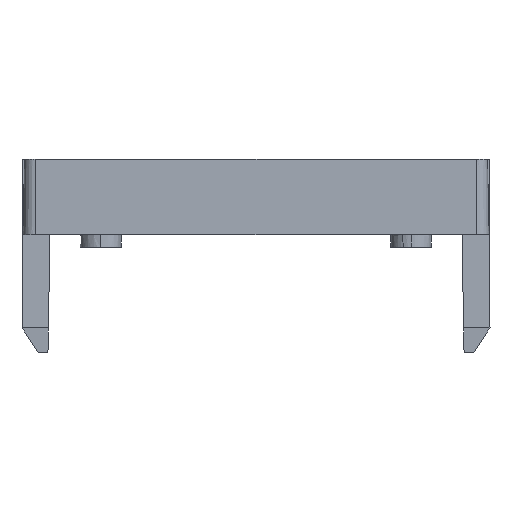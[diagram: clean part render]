
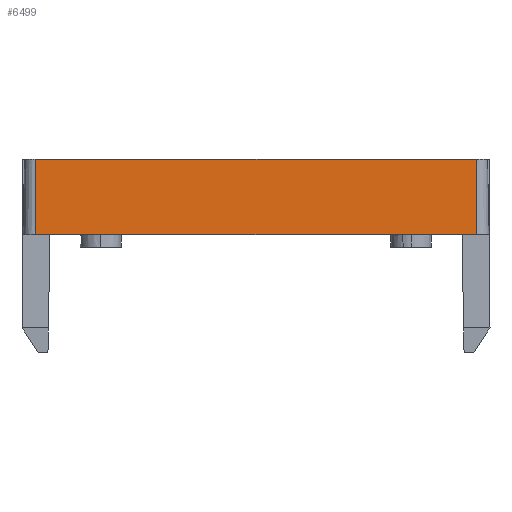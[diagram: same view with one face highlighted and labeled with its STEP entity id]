
A CAD part, front view. The second image highlights one B-rep face of the part: STEP entity #6499.
In plain terms, the highlighted planar face has unit normal (0, -1, 0.018).
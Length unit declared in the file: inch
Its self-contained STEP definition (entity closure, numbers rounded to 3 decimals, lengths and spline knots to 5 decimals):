
#213 = EDGE_CURVE ( 'NONE', #4072, #632, #5903, .T. ) ;
#540 = PLANE ( 'NONE',  #2019 ) ;
#632 = VERTEX_POINT ( 'NONE', #6048 ) ;
#714 = CARTESIAN_POINT ( 'NONE',  ( -0.6987, -0.59874, 0.27619 ) ) ;
#1304 = CARTESIAN_POINT ( 'NONE',  ( 0.69894, -0.59874, 0.27619 ) ) ;
#1440 = VECTOR ( 'NONE', #8205, 39.37008 ) ;
#1468 = CARTESIAN_POINT ( 'NONE',  ( 0.69894, -0.59874, 0.27619 ) ) ;
#1624 = EDGE_LOOP ( 'NONE', ( #2983, #8643, #9120, #3699 ) ) ;
#1694 = VERTEX_POINT ( 'NONE', #4153 ) ;
#1747 = CARTESIAN_POINT ( 'NONE',  ( 0.00012, -0.59456, 0.51541 ) ) ;
#2019 = AXIS2_PLACEMENT_3D ( 'NONE', #2952, #6011, #4451 ) ;
#2760 = FACE_OUTER_BOUND ( 'NONE', #1624, .T. ) ;
#2952 = CARTESIAN_POINT ( 'NONE',  ( 0.69894, -0.59874, 0.27619 ) ) ;
#2983 = ORIENTED_EDGE ( 'NONE', *, *, #9075, .T. ) ;
#3357 = DIRECTION ( 'NONE',  ( -1., 0., 0. ) ) ;
#3681 = LINE ( 'NONE', #714, #5207 ) ;
#3699 = ORIENTED_EDGE ( 'NONE', *, *, #9485, .T. ) ;
#3753 = CARTESIAN_POINT ( 'NONE',  ( 0.69894, -0.59874, 0.27619 ) ) ;
#4072 = VERTEX_POINT ( 'NONE', #3753 ) ;
#4153 = CARTESIAN_POINT ( 'NONE',  ( -0.6987, -0.59874, 0.27619 ) ) ;
#4451 = DIRECTION ( 'NONE',  ( 0., 0.017, 1. ) ) ;
#5207 = VECTOR ( 'NONE', #6834, 39.37008 ) ;
#5903 = LINE ( 'NONE', #1468, #1440 ) ;
#6011 = DIRECTION ( 'NONE',  ( 0., -1., 0.017 ) ) ;
#6048 = CARTESIAN_POINT ( 'NONE',  ( 0.69894, -0.59456, 0.51541 ) ) ;
#6398 = VERTEX_POINT ( 'NONE', #6581 ) ;
#6499 = ADVANCED_FACE ( 'NONE', ( #2760 ), #540, .T. ) ;
#6581 = CARTESIAN_POINT ( 'NONE',  ( -0.6987, -0.59456, 0.51541 ) ) ;
#6834 = DIRECTION ( 'NONE',  ( 0., -0.017, -1. ) ) ;
#7296 = VECTOR ( 'NONE', #3357, 39.37008 ) ;
#7537 = EDGE_CURVE ( 'NONE', #632, #6398, #9320, .T. ) ;
#8205 = DIRECTION ( 'NONE',  ( 0., 0.017, 1. ) ) ;
#8217 = DIRECTION ( 'NONE',  ( 1., 0., 0. ) ) ;
#8420 = VECTOR ( 'NONE', #8217, 39.37008 ) ;
#8643 = ORIENTED_EDGE ( 'NONE', *, *, #213, .T. ) ;
#9075 = EDGE_CURVE ( 'NONE', #1694, #4072, #9151, .T. ) ;
#9120 = ORIENTED_EDGE ( 'NONE', *, *, #7537, .T. ) ;
#9151 = LINE ( 'NONE', #1304, #8420 ) ;
#9320 = LINE ( 'NONE', #1747, #7296 ) ;
#9485 = EDGE_CURVE ( 'NONE', #6398, #1694, #3681, .T. ) ;
